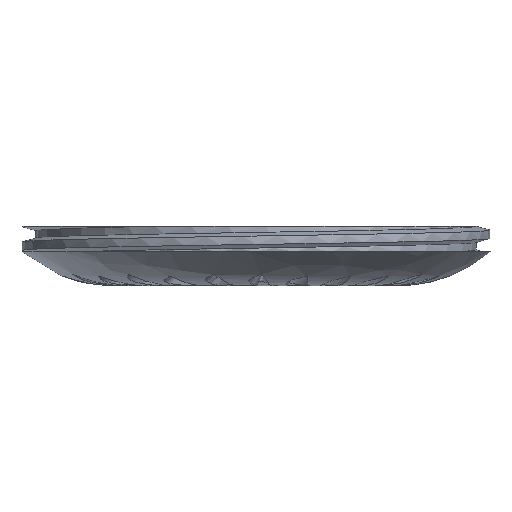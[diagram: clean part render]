
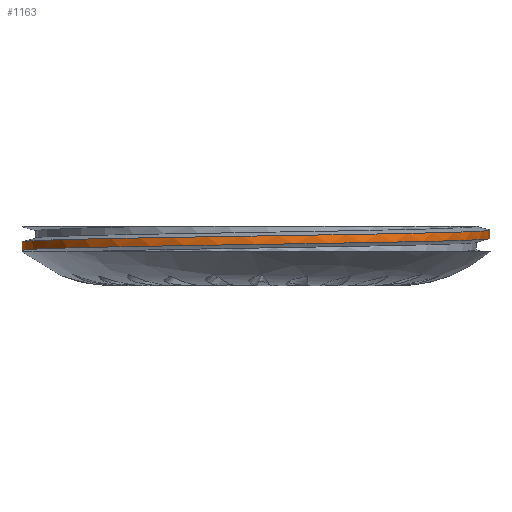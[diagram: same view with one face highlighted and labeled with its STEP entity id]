
A CAD part, front view. The second image highlights one B-rep face of the part: STEP entity #1163.
In plain terms, the highlighted cylindrical face has radius 39.925 mm (diameter 79.85 mm), a full revolution.
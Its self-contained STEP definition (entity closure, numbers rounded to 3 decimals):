
#122=CIRCLE('',#1239,39.925);
#138=FACE_OUTER_BOUND('',#199,.T.);
#199=EDGE_LOOP('',(#801,#802,#803,#804,#805));
#315=B_SPLINE_CURVE_WITH_KNOTS('',3,(#1423,#1424,#1425,#1426,#1427,#1428,
#1429,#1430,#1431,#1432,#1433,#1434,#1435,#1436,#1437,#1438,#1439,#1440,
#1441,#1442,#1443,#1444,#1445,#1446,#1447,#1448,#1449,#1450),
 .UNSPECIFIED.,.F.,.F.,(4,3,3,3,3,3,3,3,3,4),(-7.82,-7.331,
-6.842,-6.353,-5.865,-5.376,
-4.887,-4.398,-3.91,-3.666),
 .UNSPECIFIED.);
#316=B_SPLINE_CURVE_WITH_KNOTS('',3,(#1451,#1452,#1453,#1454,#1455,#1456,
#1457,#1458,#1459,#1460,#1461,#1462,#1463,#1464,#1465,#1466,#1467,#1468,
#1469,#1470,#1471,#1472,#1473,#1474,#1475,#1476,#1477,#1478,#1479,#1480,
#1481,#1482,#1483,#1484,#1485,#1486,#1487,#1488,#1489,#1490,#1491,#1492,
#1493),.UNSPECIFIED.,.F.,.F.,(4,3,3,3,3,3,3,3,3,3,3,3,3,3,4),(0.441,
0.489,0.977,1.466,1.955,2.444,
2.932,3.421,3.91,4.398,4.887,
5.376,5.865,6.353,6.724),
 .UNSPECIFIED.);
#437=LINE('',#1372,#470);
#438=LINE('',#1420,#471);
#470=VECTOR('',#1273,41.);
#471=VECTOR('',#1276,41.);
#503=VERTEX_POINT('',#1370);
#504=VERTEX_POINT('',#1371);
#507=VERTEX_POINT('',#1418);
#508=VERTEX_POINT('',#1419);
#509=VERTEX_POINT('',#1421);
#620=EDGE_CURVE('',#503,#504,#437,.T.);
#624=EDGE_CURVE('',#507,#508,#438,.T.);
#625=EDGE_CURVE('',#509,#507,#122,.F.);
#626=EDGE_CURVE('',#509,#503,#315,.T.);
#627=EDGE_CURVE('',#504,#508,#316,.T.);
#801=ORIENTED_EDGE('',*,*,#624,.F.);
#802=ORIENTED_EDGE('',*,*,#625,.F.);
#803=ORIENTED_EDGE('',*,*,#626,.T.);
#804=ORIENTED_EDGE('',*,*,#620,.T.);
#805=ORIENTED_EDGE('',*,*,#627,.T.);
#1152=CYLINDRICAL_SURFACE('',#1238,39.925);
#1163=ADVANCED_FACE('',(#138),#1152,.T.);
#1238=AXIS2_PLACEMENT_3D('',#1417,#1274,#1275);
#1239=AXIS2_PLACEMENT_3D('',#1422,#1277,#1278);
#1273=DIRECTION('',(0.,0.,-1.));
#1274=DIRECTION('center_axis',(0.,0.,1.));
#1275=DIRECTION('ref_axis',(1.,0.,0.));
#1276=DIRECTION('',(0.,0.,-1.));
#1277=DIRECTION('center_axis',(0.,0.,-1.));
#1278=DIRECTION('ref_axis',(1.,0.,0.));
#1370=CARTESIAN_POINT('',(-39.922,0.,86.456));
#1371=CARTESIAN_POINT('',(-39.927,-0.001,85.017));
#1372=CARTESIAN_POINT('',(-39.925,0.,87.4));
#1417=CARTESIAN_POINT('Origin',(0.,0.,87.4));
#1418=CARTESIAN_POINT('',(-39.925,0.,89.1));
#1419=CARTESIAN_POINT('',(-39.925,-0.001,89.017));
#1420=CARTESIAN_POINT('',(-39.925,0.,87.4));
#1421=CARTESIAN_POINT('',(21.155,33.859,89.1));
#1422=CARTESIAN_POINT('Origin',(0.,0.,89.1));
#1423=CARTESIAN_POINT('Ctrl Pts',(21.155,33.859,89.1));
#1424=CARTESIAN_POINT('Ctrl Pts',(26.671,30.413,88.996));
#1425=CARTESIAN_POINT('Ctrl Pts',(31.327,25.595,88.893));
#1426=CARTESIAN_POINT('Ctrl Pts',(34.578,19.964,88.789));
#1427=CARTESIAN_POINT('Ctrl Pts',(37.829,14.334,88.685));
#1428=CARTESIAN_POINT('Ctrl Pts',(39.677,7.891,88.581));
#1429=CARTESIAN_POINT('Ctrl Pts',(39.904,1.393,88.478));
#1430=CARTESIAN_POINT('Ctrl Pts',(40.131,-5.106,88.374));
#1431=CARTESIAN_POINT('Ctrl Pts',(38.737,-11.66,88.27));
#1432=CARTESIAN_POINT('Ctrl Pts',(35.887,-17.505,88.167));
#1433=CARTESIAN_POINT('Ctrl Pts',(33.036,-23.349,88.063));
#1434=CARTESIAN_POINT('Ctrl Pts',(28.728,-28.482,87.959));
#1435=CARTESIAN_POINT('Ctrl Pts',(23.467,-32.304,87.855));
#1436=CARTESIAN_POINT('Ctrl Pts',(18.206,-36.126,87.752));
#1437=CARTESIAN_POINT('Ctrl Pts',(11.992,-38.636,87.648));
#1438=CARTESIAN_POINT('Ctrl Pts',(5.553,-39.54,87.544));
#1439=CARTESIAN_POINT('Ctrl Pts',(-0.886,-40.444,87.441));
#1440=CARTESIAN_POINT('Ctrl Pts',(-7.551,-39.743,87.337));
#1441=CARTESIAN_POINT('Ctrl Pts',(-13.661,-37.519,87.233));
#1442=CARTESIAN_POINT('Ctrl Pts',(-19.771,-35.294,87.13));
#1443=CARTESIAN_POINT('Ctrl Pts',(-25.326,-31.546,87.026));
#1444=CARTESIAN_POINT('Ctrl Pts',(-29.677,-26.713,86.922));
#1445=CARTESIAN_POINT('Ctrl Pts',(-34.027,-21.88,86.818));
#1446=CARTESIAN_POINT('Ctrl Pts',(-37.172,-15.962,86.715));
#1447=CARTESIAN_POINT('Ctrl Pts',(-38.744,-9.652,86.611));
#1448=CARTESIAN_POINT('Ctrl Pts',(-39.529,-6.5,86.559));
#1449=CARTESIAN_POINT('Ctrl Pts',(-39.922,-3.25,86.507));
#1450=CARTESIAN_POINT('Ctrl Pts',(-39.922,0.,
86.456));
#1451=CARTESIAN_POINT('Ctrl Pts',(-39.927,-0.001,
85.017));
#1452=CARTESIAN_POINT('Ctrl Pts',(-39.927,-0.637,85.027));
#1453=CARTESIAN_POINT('Ctrl Pts',(-39.912,-1.274,85.037));
#1454=CARTESIAN_POINT('Ctrl Pts',(-39.882,-1.909,85.047));
#1455=CARTESIAN_POINT('Ctrl Pts',(-39.571,-8.404,85.151));
#1456=CARTESIAN_POINT('Ctrl Pts',(-37.641,-14.822,85.255));
#1457=CARTESIAN_POINT('Ctrl Pts',(-34.317,-20.411,85.358));
#1458=CARTESIAN_POINT('Ctrl Pts',(-30.993,-26.,85.462));
#1459=CARTESIAN_POINT('Ctrl Pts',(-26.276,-30.759,85.566));
#1460=CARTESIAN_POINT('Ctrl Pts',(-20.717,-34.133,85.67));
#1461=CARTESIAN_POINT('Ctrl Pts',(-15.159,-37.507,85.773));
#1462=CARTESIAN_POINT('Ctrl Pts',(-8.759,-39.495,85.877));
#1463=CARTESIAN_POINT('Ctrl Pts',(-2.267,-39.864,85.981));
#1464=CARTESIAN_POINT('Ctrl Pts',(4.225,-40.233,86.084));
#1465=CARTESIAN_POINT('Ctrl Pts',(10.809,-38.983,86.188));
#1466=CARTESIAN_POINT('Ctrl Pts',(16.715,-36.261,86.292));
#1467=CARTESIAN_POINT('Ctrl Pts',(22.62,-33.539,86.396));
#1468=CARTESIAN_POINT('Ctrl Pts',(27.847,-29.345,86.499));
#1469=CARTESIAN_POINT('Ctrl Pts',(31.783,-24.169,86.603));
#1470=CARTESIAN_POINT('Ctrl Pts',(35.719,-18.993,86.707));
#1471=CARTESIAN_POINT('Ctrl Pts',(38.364,-12.836,86.81));
#1472=CARTESIAN_POINT('Ctrl Pts',(39.409,-6.418,86.914));
#1473=CARTESIAN_POINT('Ctrl Pts',(40.454,0.,
87.018));
#1474=CARTESIAN_POINT('Ctrl Pts',(39.899,6.679,87.122));
#1475=CARTESIAN_POINT('Ctrl Pts',(37.809,12.836,87.225));
#1476=CARTESIAN_POINT('Ctrl Pts',(35.718,18.993,87.329));
#1477=CARTESIAN_POINT('Ctrl Pts',(32.093,24.629,87.433));
#1478=CARTESIAN_POINT('Ctrl Pts',(27.356,29.084,87.536));
#1479=CARTESIAN_POINT('Ctrl Pts',(22.62,33.54,87.64));
#1480=CARTESIAN_POINT('Ctrl Pts',(16.772,36.814,87.744));
#1481=CARTESIAN_POINT('Ctrl Pts',(10.499,38.523,87.847));
#1482=CARTESIAN_POINT('Ctrl Pts',(4.225,40.233,87.951));
#1483=CARTESIAN_POINT('Ctrl Pts',(-2.475,40.378,88.055));
#1484=CARTESIAN_POINT('Ctrl Pts',(-8.817,38.943,88.159));
#1485=CARTESIAN_POINT('Ctrl Pts',(-15.159,37.507,88.262));
#1486=CARTESIAN_POINT('Ctrl Pts',(-21.143,34.49,88.366));
#1487=CARTESIAN_POINT('Ctrl Pts',(-26.068,30.244,88.47));
#1488=CARTESIAN_POINT('Ctrl Pts',(-30.994,25.999,88.573));
#1489=CARTESIAN_POINT('Ctrl Pts',(-34.86,20.525,88.677));
#1490=CARTESIAN_POINT('Ctrl Pts',(-37.216,14.465,88.781));
#1491=CARTESIAN_POINT('Ctrl Pts',(-39.003,9.867,88.86));
#1492=CARTESIAN_POINT('Ctrl Pts',(-39.92,4.933,88.938));
#1493=CARTESIAN_POINT('Ctrl Pts',(-39.925,-0.001,
89.017));
